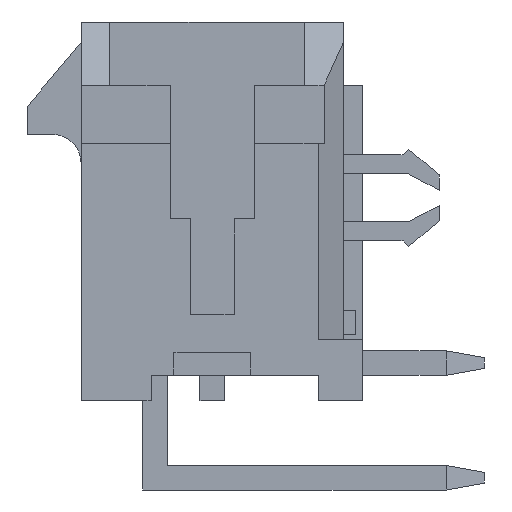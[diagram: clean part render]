
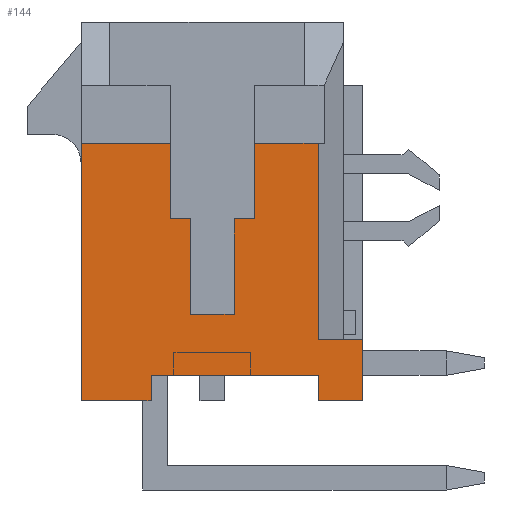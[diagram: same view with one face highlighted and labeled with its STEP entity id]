
A CAD part, left-side view. The second image highlights one B-rep face of the part: STEP entity #144.
In plain terms, the highlighted planar face has unit normal (-1, 0, 0).
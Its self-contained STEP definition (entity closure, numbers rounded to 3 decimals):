
#144=ADVANCED_FACE('',(#594),#595,.T.);
#594=FACE_OUTER_BOUND('',#1327,.T.);
#595=PLANE('',#1328);
#1327=EDGE_LOOP('',(#2586,#2587,#2588,#2589,#2590,#2591,#2592,#2593,#2594,#2595,#2596,#2597,#2598,#2599,#2600,#2601,#2602,#2603));
#1328=AXIS2_PLACEMENT_3D('',#2604,#2605,#2606);
#2586=ORIENTED_EDGE('',*,*,#5050,.T.);
#2587=ORIENTED_EDGE('',*,*,#5038,.T.);
#2588=ORIENTED_EDGE('',*,*,#5028,.T.);
#2589=ORIENTED_EDGE('',*,*,#5049,.T.);
#2590=ORIENTED_EDGE('',*,*,#5051,.T.);
#2591=ORIENTED_EDGE('',*,*,#5052,.F.);
#2592=ORIENTED_EDGE('',*,*,#4786,.T.);
#2593=ORIENTED_EDGE('',*,*,#5053,.T.);
#2594=ORIENTED_EDGE('',*,*,#5054,.T.);
#2595=ORIENTED_EDGE('',*,*,#5055,.T.);
#2596=ORIENTED_EDGE('',*,*,#5056,.T.);
#2597=ORIENTED_EDGE('',*,*,#5057,.T.);
#2598=ORIENTED_EDGE('',*,*,#5058,.T.);
#2599=ORIENTED_EDGE('',*,*,#5059,.T.);
#2600=ORIENTED_EDGE('',*,*,#5060,.T.);
#2601=ORIENTED_EDGE('',*,*,#4794,.F.);
#2602=ORIENTED_EDGE('',*,*,#4783,.T.);
#2603=ORIENTED_EDGE('',*,*,#4781,.T.);
#2604=CARTESIAN_POINT('',(-6.625,0.0,0.0));
#2605=DIRECTION('',(-1.0,0.0,0.0));
#2606=DIRECTION('',(0.0,0.0,1.0));
#4781=EDGE_CURVE('',#5743,#5741,#5744,.T.);
#4783=EDGE_CURVE('',#5746,#5743,#5747,.T.);
#4786=EDGE_CURVE('',#5751,#5749,#5752,.T.);
#4794=EDGE_CURVE('',#5746,#5766,#5767,.T.);
#5028=EDGE_CURVE('',#6174,#6172,#6175,.T.);
#5038=EDGE_CURVE('',#6189,#6174,#6190,.T.);
#5049=EDGE_CURVE('',#6172,#6205,#6207,.T.);
#5050=EDGE_CURVE('',#5741,#6189,#6208,.T.);
#5051=EDGE_CURVE('',#6205,#6209,#6210,.T.);
#5052=EDGE_CURVE('',#5751,#6209,#6211,.T.);
#5053=EDGE_CURVE('',#5749,#6212,#6213,.T.);
#5054=EDGE_CURVE('',#6212,#6214,#6215,.T.);
#5055=EDGE_CURVE('',#6214,#6216,#6217,.T.);
#5056=EDGE_CURVE('',#6216,#6218,#6219,.T.);
#5057=EDGE_CURVE('',#6218,#6220,#6221,.T.);
#5058=EDGE_CURVE('',#6220,#6222,#6223,.T.);
#5059=EDGE_CURVE('',#6222,#6224,#6225,.T.);
#5060=EDGE_CURVE('',#6224,#5766,#6226,.T.);
#5741=VERTEX_POINT('',#7215);
#5743=VERTEX_POINT('',#7218);
#5744=LINE('',#7219,#7220);
#5746=VERTEX_POINT('',#7223);
#5747=LINE('',#7224,#7225);
#5749=VERTEX_POINT('',#7228);
#5751=VERTEX_POINT('',#7231);
#5752=LINE('',#7232,#7233);
#5766=VERTEX_POINT('',#7254);
#5767=LINE('',#7255,#7256);
#6172=VERTEX_POINT('',#7889);
#6174=VERTEX_POINT('',#7892);
#6175=LINE('',#7893,#7894);
#6189=VERTEX_POINT('',#7917);
#6190=LINE('',#7918,#7919);
#6205=VERTEX_POINT('',#7943);
#6207=LINE('',#7946,#7947);
#6208=LINE('',#7948,#7949);
#6209=VERTEX_POINT('',#7950);
#6210=LINE('',#7951,#7952);
#6211=LINE('',#7953,#7954);
#6212=VERTEX_POINT('',#7955);
#6213=LINE('',#7956,#7957);
#6214=VERTEX_POINT('',#7958);
#6215=LINE('',#7959,#7960);
#6216=VERTEX_POINT('',#7961);
#6217=LINE('',#7962,#7963);
#6218=VERTEX_POINT('',#7964);
#6219=LINE('',#7965,#7966);
#6220=VERTEX_POINT('',#7967);
#6221=LINE('',#7968,#7969);
#6222=VERTEX_POINT('',#7970);
#6223=LINE('',#7971,#7972);
#6224=VERTEX_POINT('',#7973);
#6225=LINE('',#7974,#7975);
#6226=LINE('',#7976,#7977);
#7215=CARTESIAN_POINT('',(-6.625,-1.1,-0.195));
#7218=CARTESIAN_POINT('',(-6.625,-1.1,1.785));
#7219=CARTESIAN_POINT('',(-6.625,-1.1,1.785));
#7220=VECTOR('',#9538,1.98);
#7223=CARTESIAN_POINT('',(-6.625,-2.772,1.785));
#7224=CARTESIAN_POINT('',(-6.625,-2.772,1.785));
#7225=VECTOR('',#9540,1.672);
#7228=CARTESIAN_POINT('',(-6.625,3.43,1.785));
#7231=CARTESIAN_POINT('',(-6.625,1.1,1.785));
#7232=CARTESIAN_POINT('',(-6.625,1.1,1.785));
#7233=VECTOR('',#9543,2.33);
#7254=CARTESIAN_POINT('',(-6.625,-2.772,-3.355));
#7255=CARTESIAN_POINT('',(-6.625,-2.772,1.785));
#7256=VECTOR('',#9551,5.14);
#7889=CARTESIAN_POINT('',(-6.625,0.575,-2.695));
#7892=CARTESIAN_POINT('',(-6.625,-0.575,-2.695));
#7893=CARTESIAN_POINT('',(-6.625,-0.575,-2.695));
#7894=VECTOR('',#9793,1.15);
#7917=CARTESIAN_POINT('',(-6.625,-0.575,-0.195));
#7918=CARTESIAN_POINT('',(-6.625,-0.575,-0.195));
#7919=VECTOR('',#9803,2.5);
#7943=CARTESIAN_POINT('',(-6.625,0.575,-0.195));
#7946=CARTESIAN_POINT('',(-6.625,0.575,-2.695));
#7947=VECTOR('',#9814,2.5);
#7948=CARTESIAN_POINT('',(-6.625,-1.1,-0.195));
#7949=VECTOR('',#9815,0.525);
#7950=CARTESIAN_POINT('',(-6.625,1.1,-0.195));
#7951=CARTESIAN_POINT('',(-6.625,0.575,-0.195));
#7952=VECTOR('',#9816,0.525);
#7953=CARTESIAN_POINT('',(-6.625,1.1,1.785));
#7954=VECTOR('',#9817,1.98);
#7955=CARTESIAN_POINT('',(-6.625,3.43,-4.955));
#7956=CARTESIAN_POINT('',(-6.625,3.43,1.785));
#7957=VECTOR('',#9818,6.74);
#7958=CARTESIAN_POINT('',(-6.625,1.6,-4.955));
#7959=CARTESIAN_POINT('',(-6.625,3.43,-4.955));
#7960=VECTOR('',#9819,1.83);
#7961=CARTESIAN_POINT('',(-6.625,1.6,-4.285));
#7962=CARTESIAN_POINT('',(-6.625,1.6,-4.955));
#7963=VECTOR('',#9820,0.67);
#7964=CARTESIAN_POINT('',(-6.625,-2.78,-4.285));
#7965=CARTESIAN_POINT('',(-6.625,1.6,-4.285));
#7966=VECTOR('',#9821,4.38);
#7967=CARTESIAN_POINT('',(-6.625,-2.78,-4.955));
#7968=CARTESIAN_POINT('',(-6.625,-2.78,-4.285));
#7969=VECTOR('',#9822,0.67);
#7970=CARTESIAN_POINT('',(-6.625,-3.94,-4.955));
#7971=CARTESIAN_POINT('',(-6.625,-2.78,-4.955));
#7972=VECTOR('',#9823,1.16);
#7973=CARTESIAN_POINT('',(-6.625,-3.94,-3.355));
#7974=CARTESIAN_POINT('',(-6.625,-3.94,-4.955));
#7975=VECTOR('',#9824,1.6);
#7976=CARTESIAN_POINT('',(-6.625,-3.94,-3.355));
#7977=VECTOR('',#9825,1.168);
#9538=DIRECTION('',(0.0,0.0,-1.0));
#9540=DIRECTION('',(0.0,1.0,0.0));
#9543=DIRECTION('',(0.0,1.0,0.0));
#9551=DIRECTION('',(0.0,0.0,-1.0));
#9793=DIRECTION('',(0.0,1.0,0.0));
#9803=DIRECTION('',(0.0,0.0,-1.0));
#9814=DIRECTION('',(0.0,0.0,1.0));
#9815=DIRECTION('',(0.0,1.0,0.0));
#9816=DIRECTION('',(0.0,1.0,0.0));
#9817=DIRECTION('',(0.0,0.0,-1.0));
#9818=DIRECTION('',(0.0,0.0,-1.0));
#9819=DIRECTION('',(0.0,-1.0,0.0));
#9820=DIRECTION('',(0.0,0.0,1.0));
#9821=DIRECTION('',(0.0,-1.0,0.0));
#9822=DIRECTION('',(0.0,0.0,-1.0));
#9823=DIRECTION('',(0.0,-1.0,0.0));
#9824=DIRECTION('',(0.0,0.0,1.0));
#9825=DIRECTION('',(0.0,1.0,0.0));
